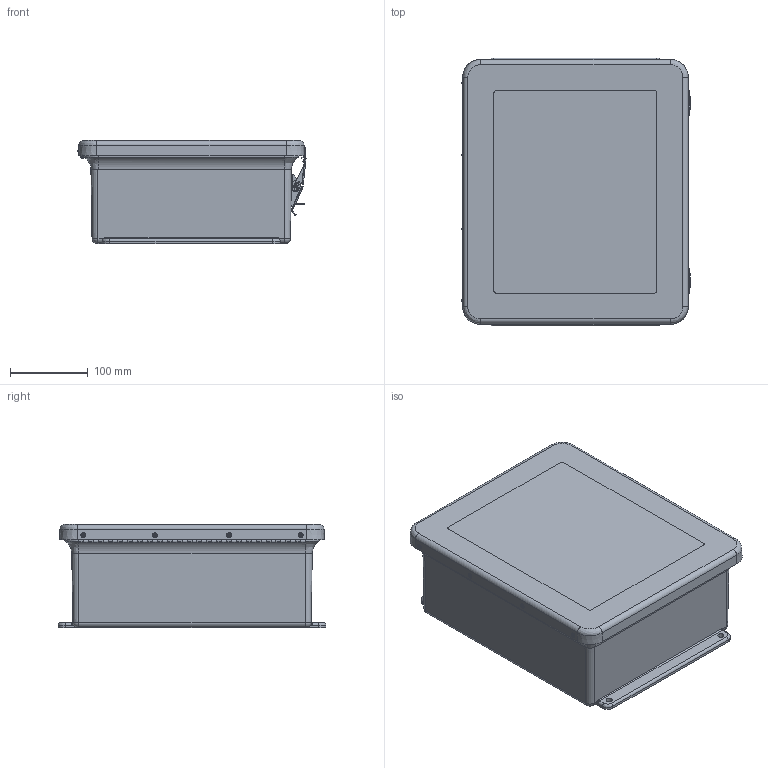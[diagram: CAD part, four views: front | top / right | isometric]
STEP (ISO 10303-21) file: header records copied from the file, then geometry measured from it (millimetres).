
FILE_DESCRIPTION (( 'STEP AP214' ), '1' );
FILE_NAME ('MW1210HPL.STEP', '2018-11-07T11:55:13', ( '' ), ( '' ), 'SwSTEP 2.0', 'SolidWorks 2018', '' );
FILE_SCHEMA (( 'AUTOMOTIVE_DESIGN' ));
Length unit declared in the file: inch
Products named in the file (1): MW1210HPL
Bounding box: 293.32 x 344.49 x 132.56 mm (x, y, z)
Volume: 1599636.7 mm3; surface area: 797780.5 mm2
Topology: 39 solids, 39 shells, 1006 faces, 2533 edges, 1641 vertices
Faces by surface type: plane 438, cylinder 421, bspline 104, cone 39, torus 4
Full cylindrical faces by diameter (mm): 2.159 x47, 2.64 x8, 3.048 x2, 3.175 x16, 3.302 x4, 3.327 x8, 3.429 x18, 3.556 x20, 3.861 x5, 3.962 x7, 4.306 x4, 5.537 x4, 6.35 x8, 6.858 x4, 7.62 x4, 9.525 x2
Entity records: 47929 total; most frequent: CARTESIAN_POINT 10959, DIRECTION 4678, ORIENTED_EDGE 4620, EDGE_CURVE 2310, AXIS2_PLACEMENT_3D 1721, VERTEX_POINT 1610, EDGE_LOOP 1462, LINE 1236
